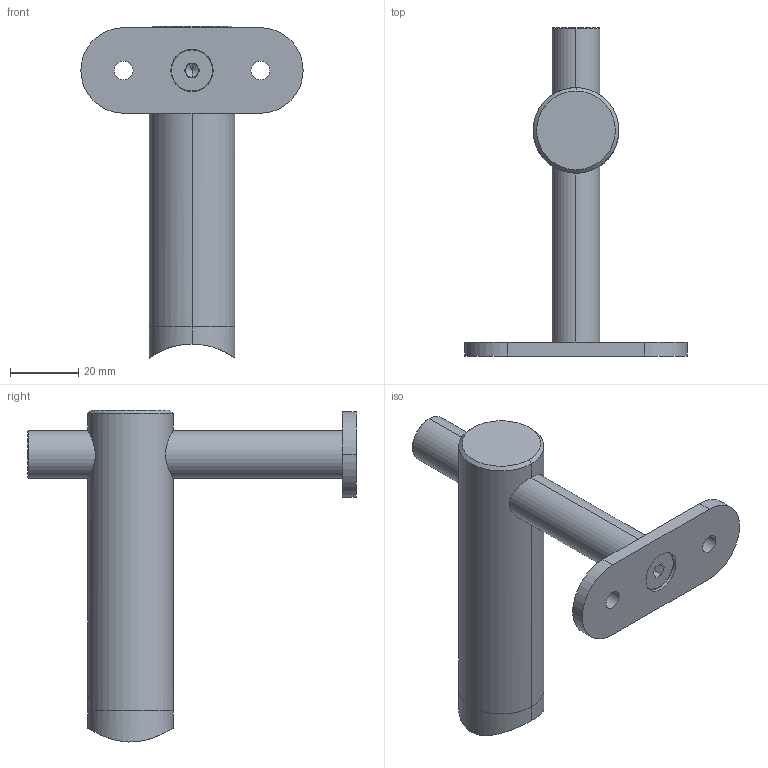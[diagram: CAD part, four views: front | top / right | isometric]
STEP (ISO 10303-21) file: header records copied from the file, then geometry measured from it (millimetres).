
FILE_DESCRIPTION (( 'STEP AP203' ), '1' );
FILE_NAME ('50371-240.step', '2020-09-11T11:52:48', ( '' ), ( '' ), 'SwSTEP 2.0', 'SolidWorks 2018', '' );
FILE_SCHEMA (( 'CONFIG_CONTROL_DESIGN' ));
Length unit declared in the file: millimetre
Products named in the file (16): 5037X-240 Teil4_5037X-240 Teil4; DIN-7991 M3-M10_DIN7991 M6x14; 5037X-240 Teil4; 5037X-240 Teil1; 5037X-240 Teil3_50371-240 Teil3; DIN-7991 M3-M10; 5037X-240 Teil1_50371-240 Teil1; 50371-240; 5037X-240 Teil3; DIN914_DIN 914 M5x5; DIN913; DIN914; 5037X-240 Teil2; DIN913_DIN 913 M5x5; 5037X-240 Teil2_50371-240 Teil2
Assembly tree (10 placements, depth 2):
  5037X-240 Teil4
  5037X-240 Teil1
  50371-240
    DIN-7991 M3-M10
    DIN914
    DIN913
  5037X-240 Teil3
  5037X-240 Teil2
Bounding box: 65 x 96 x 97.07 mm (x, y, z)
Volume: 58355.1 mm3; surface area: 21544.7 mm2
Topology: 7 solids, 7 shells, 348 faces, 875 edges, 562 vertices
Faces by surface type: plane 147, bspline 94, cylinder 71, cone 36
Entity records: 19213 total; most frequent: CARTESIAN_POINT 9931, ORIENTED_EDGE 1728, DIRECTION 1376, EDGE_CURVE 864, VERTEX_POINT 556, AXIS2_PLACEMENT_3D 468, LINE 440, VECTOR 440
